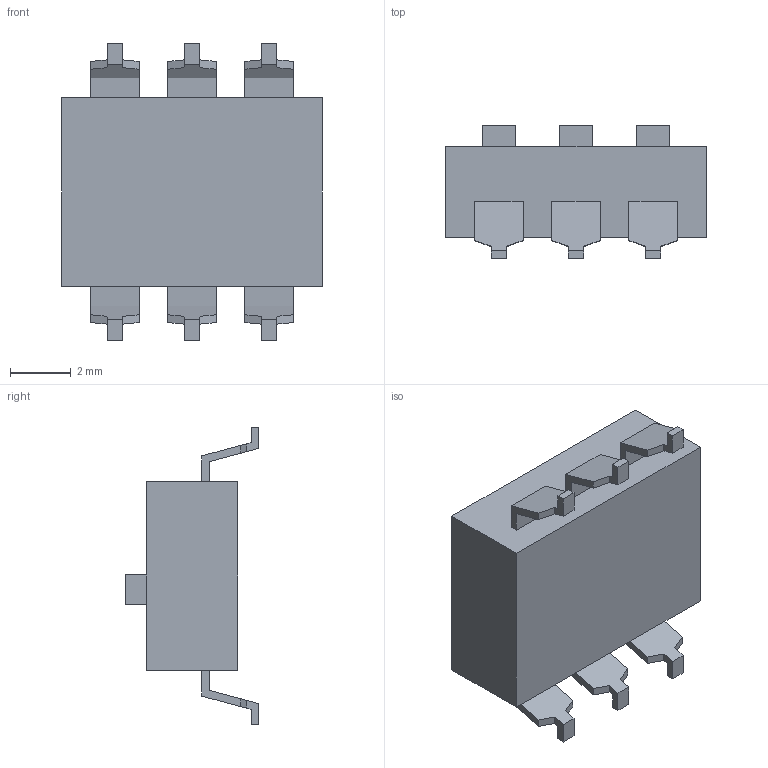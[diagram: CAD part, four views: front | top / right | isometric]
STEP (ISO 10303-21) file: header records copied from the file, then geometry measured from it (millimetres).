
FILE_DESCRIPTION (( 'STEP AP214' ), '1' );
FILE_NAME ('A6S_3104_H.step', '2018-02-13T22:30:22', ( 'OSMC1.0 ' ), ( ' ' ), 'SwSTEP 2.0', 'SolidWorks 2002025', '' );
FILE_SCHEMA (( 'AUTOMOTIVE_DESIGN' ));
Length unit declared in the file: millimetre
Products named in the file (1): A6S_3104_H
Bounding box: 8.56 x 4.4 x 9.8 mm (x, y, z)
Volume: 162.1 mm3; surface area: 274 mm2
Topology: 1 solids, 1 shells, 114 faces, 300 edges, 200 vertices
Faces by surface type: plane 114
Entity records: 3863 total; most frequent: CARTESIAN_POINT 615, ORIENTED_EDGE 600, DIRECTION 530, EDGE_CURVE 300, LINE 300, VECTOR 300, VERTEX_POINT 200, EDGE_LOOP 126
